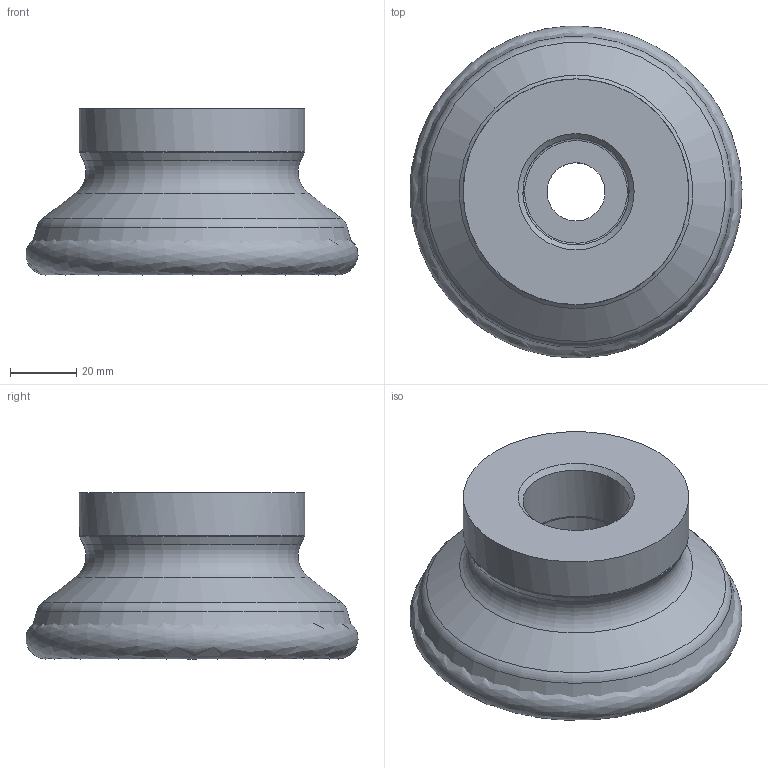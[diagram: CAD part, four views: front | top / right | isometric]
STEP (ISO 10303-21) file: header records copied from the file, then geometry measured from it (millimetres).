
FILE_DESCRIPTION(/* description */ (''),/* implementation_level */ '2;1');
FILE_NAME(/* name */ '1668578410331.stp',/* time_stamp */ '2022-11-16T11:30:22+05:00',/* author */ (''),/* organization */ ('SMS'),/* preprocessor_version */ 'ST-DEVELOPER v16.7',/* originating_system */ 'SIEMENS PLM Software NX 12.0',/* authorisation */ '');
FILE_SCHEMA (('AUTOMOTIVE_DESIGN { 1 0 10303 214 3 1 1 1 }'));
Length unit declared in the file: millimetre
Products named in the file (4): ASSEMBLY_CONSTRUCTION; 204373886mod000_00; 204394612mod000_00; 204394610mod000_00
Assembly tree (3 placements, depth 2):
  204394610mod000_00
    204394612mod000_00
    204373886mod000_00
    ASSEMBLY_CONSTRUCTION
Bounding box: 99.98 x 99.98 x 50 mm (x, y, z)
Volume: 221527.3 mm3; surface area: 37845.4 mm2
Topology: 2 solids, 2 shells, 25 faces, 53 edges, 49 vertices
Faces by surface type: torus 8, cone 6, plane 5, cylinder 5, revolution 1
Full cylindrical faces by diameter (mm): 17.5 x1, 27 x1, 32.013 x1, 32.5 x1, 68 x1
Entity records: 832 total; most frequent: DIRECTION 137, CARTESIAN_POINT 124, AXIS2_PLACEMENT_3D 68, FACE_BOUND 49, EDGE_LOOP 48, ORIENTED_EDGE 48, STYLED_ITEM 34, PRESENTATION_STYLE_ASSIGNMENT 34
